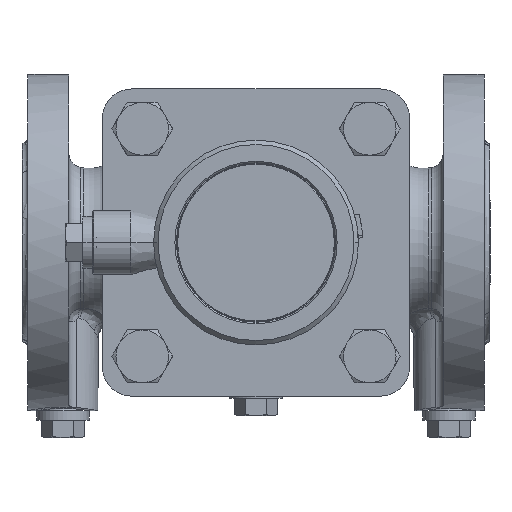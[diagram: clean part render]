
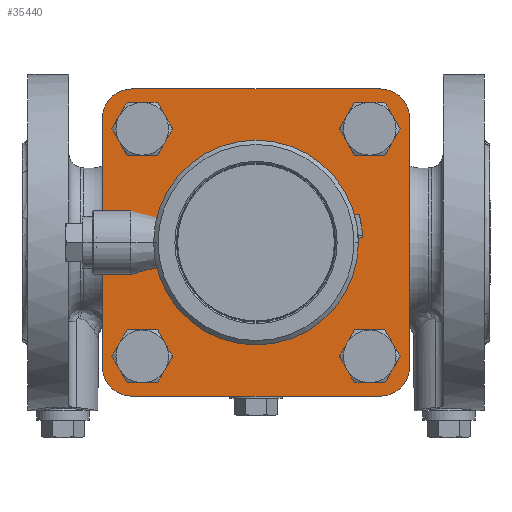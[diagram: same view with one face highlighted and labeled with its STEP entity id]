
A CAD part, front view. The second image highlights one B-rep face of the part: STEP entity #35440.
In plain terms, the highlighted planar face has unit normal (0, -1, 0).
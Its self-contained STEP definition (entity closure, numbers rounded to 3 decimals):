
#34991=CARTESIAN_POINT('',(-42.5,0.,42.5));
#34992=DIRECTION('',(0.,-1.,0.));
#34993=DIRECTION('',(0.,0.,1.));
#34994=AXIS2_PLACEMENT_3D('',#34991,#34992,#34993);
#34996=DIRECTION('',(1.,0.,0.));
#34997=VECTOR('',#34996,85.);
#34998=CARTESIAN_POINT('',(-42.5,0.,52.5));
#34999=LINE('',#34998,#34997);
#35000=CARTESIAN_POINT('',(42.5,0.,42.5));
#35001=DIRECTION('',(0.,-1.,0.));
#35002=DIRECTION('',(1.,0.,0.));
#35003=AXIS2_PLACEMENT_3D('',#35000,#35001,#35002);
#35005=DIRECTION('',(0.,0.,-1.));
#35006=VECTOR('',#35005,85.);
#35007=CARTESIAN_POINT('',(52.5,0.,42.5));
#35008=LINE('',#35007,#35006);
#35009=CARTESIAN_POINT('',(42.5,0.,-42.5));
#35010=DIRECTION('',(0.,-1.,0.));
#35011=DIRECTION('',(0.,0.,-1.));
#35012=AXIS2_PLACEMENT_3D('',#35009,#35010,#35011);
#35014=DIRECTION('',(-1.,0.,0.));
#35015=VECTOR('',#35014,85.);
#35016=CARTESIAN_POINT('',(42.5,0.,-52.5));
#35017=LINE('',#35016,#35015);
#35018=CARTESIAN_POINT('',(-42.5,0.,-42.5));
#35019=DIRECTION('',(0.,-1.,0.));
#35020=DIRECTION('',(-1.,0.,0.));
#35021=AXIS2_PLACEMENT_3D('',#35018,#35019,#35020);
#35023=DIRECTION('',(0.,0.,1.));
#35024=VECTOR('',#35023,85.);
#35025=CARTESIAN_POINT('',(-52.5,0.,-42.5));
#35026=LINE('',#35025,#35024);
#35027=CARTESIAN_POINT('',(0.,0.,
0.));
#35028=DIRECTION('',(0.,1.,0.));
#35029=DIRECTION('',(1.,0.,0.));
#35030=AXIS2_PLACEMENT_3D('',#35027,#35028,#35029);
#35032=CARTESIAN_POINT('',(0.,0.,
0.));
#35033=DIRECTION('',(0.,1.,0.));
#35034=DIRECTION('',(-1.,0.,0.));
#35035=AXIS2_PLACEMENT_3D('',#35032,#35033,#35034);
#35037=CARTESIAN_POINT('',(-38.891,0.,38.891));
#35038=DIRECTION('',(0.,-1.,0.));
#35039=DIRECTION('',(1.,0.,0.));
#35040=AXIS2_PLACEMENT_3D('',#35037,#35038,#35039);
#35042=CARTESIAN_POINT('',(-38.891,0.,38.891));
#35043=DIRECTION('',(0.,-1.,0.));
#35044=DIRECTION('',(-1.,0.,0.));
#35045=AXIS2_PLACEMENT_3D('',#35042,#35043,#35044);
#35047=CARTESIAN_POINT('',(38.891,0.,38.891));
#35048=DIRECTION('',(0.,-1.,0.));
#35049=DIRECTION('',(1.,0.,0.));
#35050=AXIS2_PLACEMENT_3D('',#35047,#35048,#35049);
#35052=CARTESIAN_POINT('',(38.891,0.,38.891));
#35053=DIRECTION('',(0.,-1.,0.));
#35054=DIRECTION('',(-1.,0.,0.));
#35055=AXIS2_PLACEMENT_3D('',#35052,#35053,#35054);
#35057=CARTESIAN_POINT('',(38.891,0.,-38.891));
#35058=DIRECTION('',(0.,-1.,0.));
#35059=DIRECTION('',(1.,0.,0.));
#35060=AXIS2_PLACEMENT_3D('',#35057,#35058,#35059);
#35062=CARTESIAN_POINT('',(38.891,0.,-38.891));
#35063=DIRECTION('',(0.,-1.,0.));
#35064=DIRECTION('',(-1.,0.,0.));
#35065=AXIS2_PLACEMENT_3D('',#35062,#35063,#35064);
#35067=CARTESIAN_POINT('',(-38.891,0.,-38.891));
#35068=DIRECTION('',(0.,-1.,0.));
#35069=DIRECTION('',(1.,0.,0.));
#35070=AXIS2_PLACEMENT_3D('',#35067,#35068,#35069);
#35072=CARTESIAN_POINT('',(-38.891,0.,-38.891));
#35073=DIRECTION('',(0.,-1.,0.));
#35074=DIRECTION('',(-1.,0.,0.));
#35075=AXIS2_PLACEMENT_3D('',#35072,#35073,#35074);
#35307=CARTESIAN_POINT('',(-42.5,0.,52.5));
#35308=CARTESIAN_POINT('',(-52.5,0.,42.5));
#35309=VERTEX_POINT('',#35307);
#35310=VERTEX_POINT('',#35308);
#35315=CARTESIAN_POINT('',(52.5,0.,42.5));
#35316=CARTESIAN_POINT('',(42.5,0.,52.5));
#35317=VERTEX_POINT('',#35315);
#35318=VERTEX_POINT('',#35316);
#35323=CARTESIAN_POINT('',(42.5,0.,-52.5));
#35324=CARTESIAN_POINT('',(52.5,0.,-42.5));
#35325=VERTEX_POINT('',#35323);
#35326=VERTEX_POINT('',#35324);
#35331=CARTESIAN_POINT('',(-52.5,0.,-42.5));
#35332=CARTESIAN_POINT('',(-42.5,0.,-52.5));
#35333=VERTEX_POINT('',#35331);
#35334=VERTEX_POINT('',#35332);
#35347=CARTESIAN_POINT('',(33.,0.,0.));
#35348=CARTESIAN_POINT('',(-33.,0.,
0.));
#35349=VERTEX_POINT('',#35347);
#35350=VERTEX_POINT('',#35348);
#35355=CARTESIAN_POINT('',(-31.891,0.,38.891));
#35356=CARTESIAN_POINT('',(-45.891,0.,38.891));
#35357=VERTEX_POINT('',#35355);
#35358=VERTEX_POINT('',#35356);
#35363=CARTESIAN_POINT('',(45.891,0.,38.891));
#35364=CARTESIAN_POINT('',(31.891,0.,38.891));
#35365=VERTEX_POINT('',#35363);
#35366=VERTEX_POINT('',#35364);
#35371=CARTESIAN_POINT('',(45.891,0.,-38.891));
#35372=CARTESIAN_POINT('',(31.891,0.,-38.891));
#35373=VERTEX_POINT('',#35371);
#35374=VERTEX_POINT('',#35372);
#35379=CARTESIAN_POINT('',(-31.891,0.,-38.891));
#35380=CARTESIAN_POINT('',(-45.891,0.,-38.891));
#35381=VERTEX_POINT('',#35379);
#35382=VERTEX_POINT('',#35380);
#35387=CARTESIAN_POINT('',(0.,0.,0.));
#35388=DIRECTION('',(0.,1.,0.));
#35389=DIRECTION('',(1.,0.,0.));
#35390=AXIS2_PLACEMENT_3D('',#35387,#35388,#35389);
#35391=PLANE('',#35390);
#35393=ORIENTED_EDGE('',*,*,#35392,.F.);
#35395=ORIENTED_EDGE('',*,*,#35394,.T.);
#35397=ORIENTED_EDGE('',*,*,#35396,.F.);
#35399=ORIENTED_EDGE('',*,*,#35398,.T.);
#35401=ORIENTED_EDGE('',*,*,#35400,.F.);
#35403=ORIENTED_EDGE('',*,*,#35402,.T.);
#35405=ORIENTED_EDGE('',*,*,#35404,.F.);
#35407=ORIENTED_EDGE('',*,*,#35406,.T.);
#35408=EDGE_LOOP('',(#35393,#35395,#35397,#35399,#35401,#35403,#35405,#35407));
#35409=FACE_OUTER_BOUND('',#35408,.F.);
#35411=ORIENTED_EDGE('',*,*,#35410,.F.);
#35413=ORIENTED_EDGE('',*,*,#35412,.F.);
#35414=EDGE_LOOP('',(#35411,#35413));
#35415=FACE_BOUND('',#35414,.F.);
#35417=ORIENTED_EDGE('',*,*,#35416,.T.);
#35419=ORIENTED_EDGE('',*,*,#35418,.T.);
#35420=EDGE_LOOP('',(#35417,#35419));
#35421=FACE_BOUND('',#35420,.F.);
#35423=ORIENTED_EDGE('',*,*,#35422,.T.);
#35425=ORIENTED_EDGE('',*,*,#35424,.T.);
#35426=EDGE_LOOP('',(#35423,#35425));
#35427=FACE_BOUND('',#35426,.F.);
#35429=ORIENTED_EDGE('',*,*,#35428,.T.);
#35431=ORIENTED_EDGE('',*,*,#35430,.T.);
#35432=EDGE_LOOP('',(#35429,#35431));
#35433=FACE_BOUND('',#35432,.F.);
#35435=ORIENTED_EDGE('',*,*,#35434,.T.);
#35437=ORIENTED_EDGE('',*,*,#35436,.T.);
#35438=EDGE_LOOP('',(#35435,#35437));
#35439=FACE_BOUND('',#35438,.F.);
#35440=ADVANCED_FACE('',(#35409,#35415,#35421,#35427,#35433,#35439),#35391,.F.);
#34995=CIRCLE('',#34994,10.);
#35004=CIRCLE('',#35003,10.);
#35013=CIRCLE('',#35012,10.);
#35022=CIRCLE('',#35021,10.);
#35031=CIRCLE('',#35030,33.);
#35036=CIRCLE('',#35035,33.);
#35041=CIRCLE('',#35040,7.);
#35046=CIRCLE('',#35045,7.);
#35051=CIRCLE('',#35050,7.);
#35056=CIRCLE('',#35055,7.);
#35061=CIRCLE('',#35060,7.);
#35066=CIRCLE('',#35065,7.);
#35071=CIRCLE('',#35070,7.);
#35076=CIRCLE('',#35075,7.);
#35392=EDGE_CURVE('',#35309,#35310,#34995,.T.);
#35394=EDGE_CURVE('',#35309,#35318,#34999,.T.);
#35396=EDGE_CURVE('',#35317,#35318,#35004,.T.);
#35398=EDGE_CURVE('',#35317,#35326,#35008,.T.);
#35400=EDGE_CURVE('',#35325,#35326,#35013,.T.);
#35402=EDGE_CURVE('',#35325,#35334,#35017,.T.);
#35404=EDGE_CURVE('',#35333,#35334,#35022,.T.);
#35406=EDGE_CURVE('',#35333,#35310,#35026,.T.);
#35410=EDGE_CURVE('',#35349,#35350,#35031,.T.);
#35412=EDGE_CURVE('',#35350,#35349,#35036,.T.);
#35416=EDGE_CURVE('',#35357,#35358,#35041,.T.);
#35418=EDGE_CURVE('',#35358,#35357,#35046,.T.);
#35422=EDGE_CURVE('',#35365,#35366,#35051,.T.);
#35424=EDGE_CURVE('',#35366,#35365,#35056,.T.);
#35428=EDGE_CURVE('',#35373,#35374,#35061,.T.);
#35430=EDGE_CURVE('',#35374,#35373,#35066,.T.);
#35434=EDGE_CURVE('',#35381,#35382,#35071,.T.);
#35436=EDGE_CURVE('',#35382,#35381,#35076,.T.);
